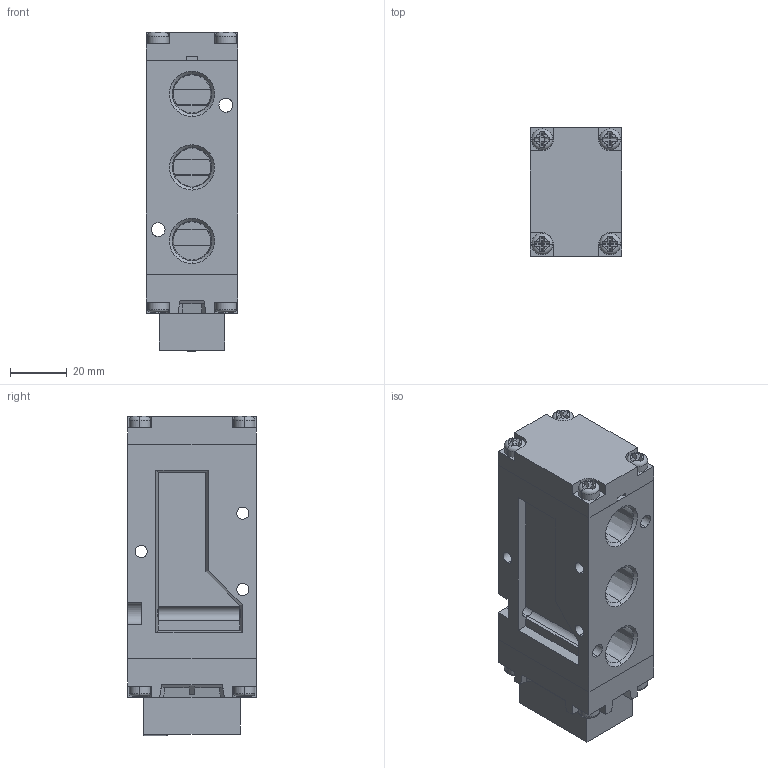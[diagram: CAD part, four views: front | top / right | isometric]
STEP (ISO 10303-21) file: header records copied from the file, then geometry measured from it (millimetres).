
FILE_DESCRIPTION (( 'STEP AP203' ), '1' );
FILE_NAME ('SFP5101.STEP', '2016-01-13T02:40:29', ( 'yrd8' ), ( 'Hewlett-Packard Company' ), 'SwSTEP 2.0', 'SolidWorks 2008', '' );
FILE_SCHEMA (( 'CONFIG_CONTROL_DESIGN' ));
Length unit declared in the file: millimetre
Products named in the file (5): SFP5101; SFP5000 Body; SFP5000 Pilot_ル遽; SFP5000 PPS Semi_晦獄 撲薑; SFP5000 Body Cover_ル遽
Assembly tree (4 placements, depth 2):
  SFP5101
    SFP5000 PPS Semi_晦獄 撲薑
    SFP5000 Pilot_ル遽
    SFP5000 Body
    SFP5000 Body Cover_ル遽
Bounding box: 32.5 x 45.5 x 112.9 mm (x, y, z)
Volume: 130979 mm3; surface area: 35669.3 mm2
Topology: 4 solids, 4 shells, 411 faces, 1111 edges, 726 vertices
Faces by surface type: plane 314, cylinder 58, cone 22, torus 17
Entity records: 13523 total; most frequent: CARTESIAN_POINT 2717, ORIENTED_EDGE 2218, DIRECTION 2030, EDGE_CURVE 1109, VECTOR 752, LINE 752, VERTEX_POINT 726, AXIS2_PLACEMENT_3D 639
